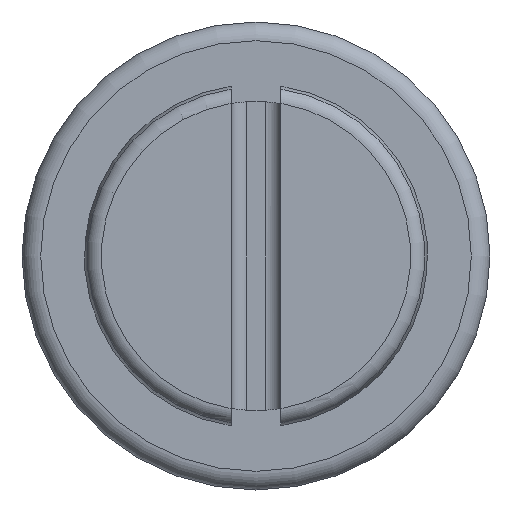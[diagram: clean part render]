
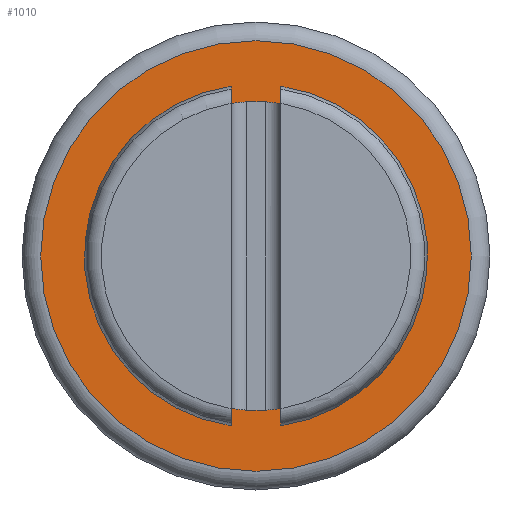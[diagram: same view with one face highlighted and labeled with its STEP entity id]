
A CAD part, left-side view. The second image highlights one B-rep face of the part: STEP entity #1010.
In plain terms, the highlighted planar face has unit normal (-1, 0, 0).
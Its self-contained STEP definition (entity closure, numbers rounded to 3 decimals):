
#47=FACE_BOUND('',#243,.T.);
#70=CIRCLE('',#1097,2.475);
#71=CIRCLE('',#1098,2.475);
#72=CIRCLE('',#1100,3.45);
#73=CIRCLE('',#1101,3.45);
#189=FACE_OUTER_BOUND('',#242,.T.);
#242=EDGE_LOOP('',(#800,#801));
#243=EDGE_LOOP('',(#802,#803));
#443=VERTEX_POINT('',#1806);
#444=VERTEX_POINT('',#1808);
#445=VERTEX_POINT('',#1812);
#446=VERTEX_POINT('',#1813);
#570=EDGE_CURVE('',#444,#443,#70,.T.);
#571=EDGE_CURVE('',#443,#444,#71,.T.);
#572=EDGE_CURVE('',#445,#446,#72,.T.);
#573=EDGE_CURVE('',#446,#445,#73,.T.);
#800=ORIENTED_EDGE('',*,*,#572,.T.);
#801=ORIENTED_EDGE('',*,*,#573,.T.);
#802=ORIENTED_EDGE('',*,*,#570,.T.);
#803=ORIENTED_EDGE('',*,*,#571,.T.);
#972=PLANE('',#1106);
#1010=ADVANCED_FACE('',(#189,#47),#972,.T.);
#1097=AXIS2_PLACEMENT_3D('',#1809,#1279,#1280);
#1098=AXIS2_PLACEMENT_3D('',#1810,#1281,#1282);
#1100=AXIS2_PLACEMENT_3D('',#1814,#1285,#1286);
#1101=AXIS2_PLACEMENT_3D('',#1815,#1287,#1288);
#1106=AXIS2_PLACEMENT_3D('',#1823,#1297,#1298);
#1279=DIRECTION('center_axis',(1.,0.,0.));
#1280=DIRECTION('ref_axis',(0.,-1.,0.));
#1281=DIRECTION('center_axis',(1.,0.,0.));
#1282=DIRECTION('ref_axis',(0.,-1.,0.));
#1285=DIRECTION('center_axis',(-1.,0.,0.));
#1286=DIRECTION('ref_axis',(0.,0.,
1.));
#1287=DIRECTION('center_axis',(-1.,0.,0.));
#1288=DIRECTION('ref_axis',(0.,0.,
1.));
#1297=DIRECTION('center_axis',(-1.,0.,0.));
#1298=DIRECTION('ref_axis',(0.,0.,
1.));
#1806=CARTESIAN_POINT('',(-0.863,7.53,-0.893));
#1808=CARTESIAN_POINT('',(-0.863,2.58,-0.893));
#1809=CARTESIAN_POINT('Origin',(-0.863,5.055,-0.893));
#1810=CARTESIAN_POINT('Origin',(-0.863,5.055,-0.893));
#1812=CARTESIAN_POINT('',(-0.863,8.505,-0.893));
#1813=CARTESIAN_POINT('',(-0.863,5.055,-4.343));
#1814=CARTESIAN_POINT('Origin',(-0.863,5.055,-0.893));
#1815=CARTESIAN_POINT('Origin',(-0.863,5.055,-0.893));
#1823=CARTESIAN_POINT('Origin',(-0.863,5.055,-0.893));
